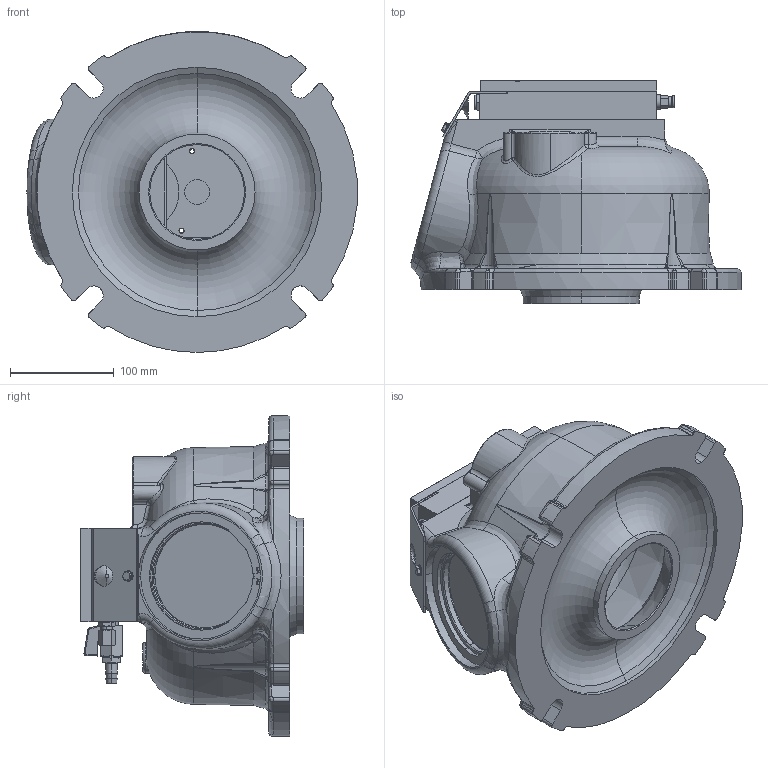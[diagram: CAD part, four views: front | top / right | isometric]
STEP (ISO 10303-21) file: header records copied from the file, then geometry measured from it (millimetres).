
FILE_DESCRIPTION (( 'STEP AP214' ), '1' );
FILE_NAME ('HP-D_21098.STEP', '2013-08-06T09:34:06', ( 'Admin2' ), ( '' ), 'SwSTEP 2.0', 'SolidWorks 2010', '' );
FILE_SCHEMA (( 'AUTOMOTIVE_DESIGN' ));
Length unit declared in the file: millimetre
Products named in the file (1): HP-D_21098
Bounding box: 318.77 x 215.5 x 310 mm (x, y, z)
Surface area: 454817.1 mm2 (no closed solid volume)
Topology: 0 solids, 42 shells, 644 faces, 1931 edges, 1275 vertices
Faces by surface type: plane 196, cylinder 168, bspline 116, cone 81, torus 77, sphere 6
Entity records: 37854 total; most frequent: CARTESIAN_POINT 14669, DIRECTION 3196, ORIENTED_EDGE 3184, EDGE_CURVE 1902, VERTEX_POINT 1275, AXIS2_PLACEMENT_3D 1256, EDGE_LOOP 732, CIRCLE 727
